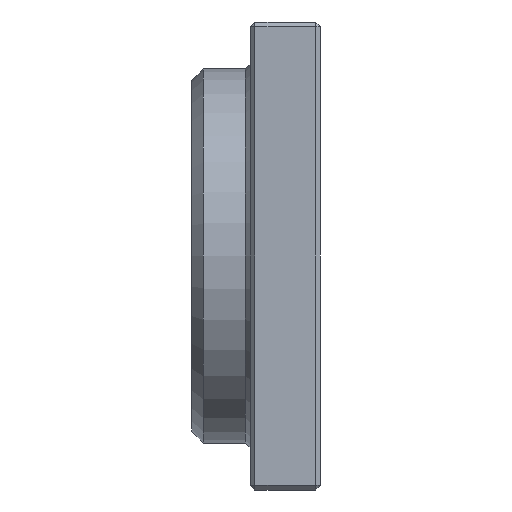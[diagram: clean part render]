
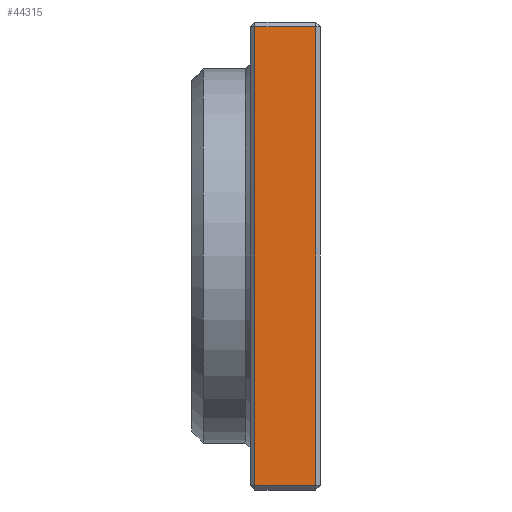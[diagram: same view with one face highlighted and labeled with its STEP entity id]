
A CAD part, left-side view. The second image highlights one B-rep face of the part: STEP entity #44315.
In plain terms, the highlighted planar face has unit normal (-1, 0, 0).
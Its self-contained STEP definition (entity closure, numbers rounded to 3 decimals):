
#540 = LINE ( 'NONE', #33828, #50119 ) ;
#2807 = DIRECTION ( 'NONE',  ( 0., -1., 0. ) ) ;
#4101 = VERTEX_POINT ( 'NONE', #37070 ) ;
#5529 = EDGE_CURVE ( 'NONE', #50612, #4101, #59278, .T. ) ;
#5828 = CARTESIAN_POINT ( 'NONE',  ( -40., 0.4, -19.6 ) ) ;
#6783 = LINE ( 'NONE', #21842, #42954 ) ;
#7225 = CARTESIAN_POINT ( 'NONE',  ( -40., 5.6, 20. ) ) ;
#8420 = DIRECTION ( 'NONE',  ( 1., 0., 0. ) ) ;
#12677 = ORIENTED_EDGE ( 'NONE', *, *, #21537, .T. ) ;
#16347 = DIRECTION ( 'NONE',  ( 0., 0., -1. ) ) ;
#17858 = DIRECTION ( 'NONE',  ( 0., 0., -1. ) ) ;
#21478 = EDGE_LOOP ( 'NONE', ( #27407, #59216, #42036, #12677 ) ) ;
#21537 = EDGE_CURVE ( 'NONE', #4101, #22175, #50153, .T. ) ;
#21842 = CARTESIAN_POINT ( 'NONE',  ( -40., 6., 19.6 ) ) ;
#22175 = VERTEX_POINT ( 'NONE', #5828 ) ;
#27407 = ORIENTED_EDGE ( 'NONE', *, *, #34720, .T. ) ;
#27676 = AXIS2_PLACEMENT_3D ( 'NONE', #55772, #8420, #17858 ) ;
#29601 = EDGE_CURVE ( 'NONE', #34550, #50612, #6783, .T. ) ;
#30841 = VECTOR ( 'NONE', #16347, 1000. ) ;
#33828 = CARTESIAN_POINT ( 'NONE',  ( -40., 0.4, 20. ) ) ;
#34550 = VERTEX_POINT ( 'NONE', #36985 ) ;
#34720 = EDGE_CURVE ( 'NONE', #22175, #34550, #540, .T. ) ;
#36698 = FACE_OUTER_BOUND ( 'NONE', #21478, .T. ) ;
#36985 = CARTESIAN_POINT ( 'NONE',  ( -40., 0.4, 19.6 ) ) ;
#37070 = CARTESIAN_POINT ( 'NONE',  ( -40., 5.6, -19.6 ) ) ;
#37306 = PLANE ( 'NONE',  #27676 ) ;
#42036 = ORIENTED_EDGE ( 'NONE', *, *, #5529, .T. ) ;
#42954 = VECTOR ( 'NONE', #55048, 1000. ) ;
#44315 = ADVANCED_FACE ( 'NONE', ( #36698 ), #37306, .F. ) ;
#45770 = CARTESIAN_POINT ( 'NONE',  ( -40., 6., -19.6 ) ) ;
#50119 = VECTOR ( 'NONE', #56981, 1000. ) ;
#50153 = LINE ( 'NONE', #45770, #55617 ) ;
#50612 = VERTEX_POINT ( 'NONE', #51507 ) ;
#51507 = CARTESIAN_POINT ( 'NONE',  ( -40., 5.6, 19.6 ) ) ;
#55048 = DIRECTION ( 'NONE',  ( 0., 1., 0. ) ) ;
#55617 = VECTOR ( 'NONE', #2807, 1000. ) ;
#55772 = CARTESIAN_POINT ( 'NONE',  ( -40., 6., 20. ) ) ;
#56981 = DIRECTION ( 'NONE',  ( 0., 0., 1. ) ) ;
#59216 = ORIENTED_EDGE ( 'NONE', *, *, #29601, .T. ) ;
#59278 = LINE ( 'NONE', #7225, #30841 ) ;
